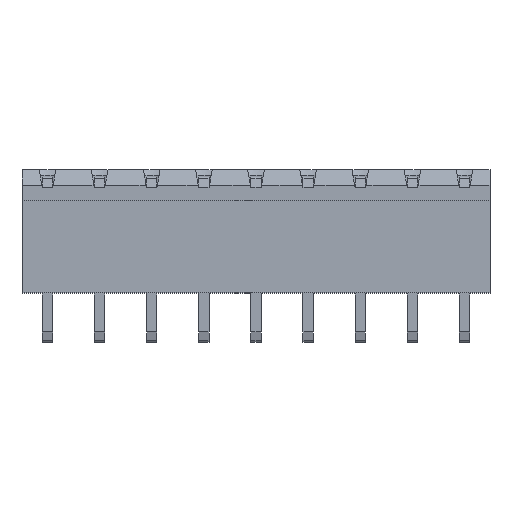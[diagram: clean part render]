
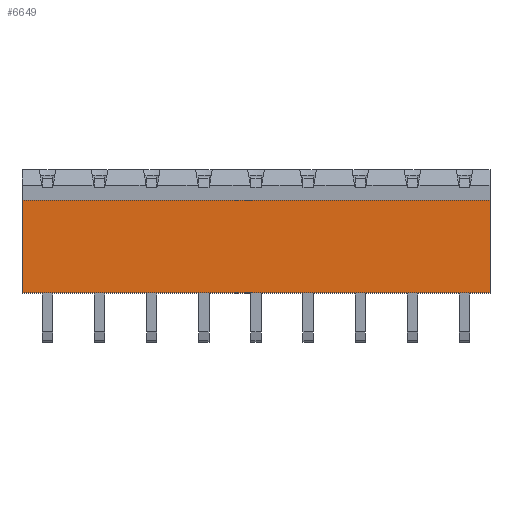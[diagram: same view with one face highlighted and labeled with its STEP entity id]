
A CAD part, top view. The second image highlights one B-rep face of the part: STEP entity #6649.
In plain terms, the highlighted planar face has unit normal (0, 0, 1).
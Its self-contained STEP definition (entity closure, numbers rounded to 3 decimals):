
#34 = ORIENTED_EDGE ( 'NONE', *, *, #11446, .F. ) ;
#61 = ORIENTED_EDGE ( 'NONE', *, *, #11740, .F. ) ;
#275 = LINE ( 'NONE', #11306, #11519 ) ;
#400 = ORIENTED_EDGE ( 'NONE', *, *, #12120, .T. ) ;
#1164 = VERTEX_POINT ( 'NONE', #8224 ) ;
#2341 = CARTESIAN_POINT ( 'NONE',  ( 45.61, 9.01, 0. ) ) ;
#2486 = DIRECTION ( 'NONE',  ( 0., -1., 0. ) ) ;
#3829 = CARTESIAN_POINT ( 'NONE',  ( 45.61, 9.01, 0. ) ) ;
#4355 = EDGE_LOOP ( 'NONE', ( #7926, #34, #61, #400 ) ) ;
#4757 = FACE_OUTER_BOUND ( 'NONE', #4355, .T. ) ;
#5012 = DIRECTION ( 'NONE',  ( -1., 0., 0. ) ) ;
#5089 = CARTESIAN_POINT ( 'NONE',  ( 45.61, 0., 0. ) ) ;
#5234 = VERTEX_POINT ( 'NONE', #3829 ) ;
#6576 = CARTESIAN_POINT ( 'NONE',  ( 0., 9.01, 0. ) ) ;
#6579 = DIRECTION ( 'NONE',  ( 0., -1., 0. ) ) ;
#6642 = VECTOR ( 'NONE', #2486, 1000. ) ;
#6649 = ADVANCED_FACE ( 'NONE', ( #4757 ), #12283, .F. ) ;
#7926 = ORIENTED_EDGE ( 'NONE', *, *, #11277, .T. ) ;
#8092 = CARTESIAN_POINT ( 'NONE',  ( 0., 0., 0. ) ) ;
#8224 = CARTESIAN_POINT ( 'NONE',  ( 0., 9.01, 0. ) ) ;
#8241 = VERTEX_POINT ( 'NONE', #14037 ) ;
#9369 = LINE ( 'NONE', #6576, #11881 ) ;
#9542 = VECTOR ( 'NONE', #5012, 1000. ) ;
#11024 = DIRECTION ( 'NONE',  ( -1., 0., 0. ) ) ;
#11277 = EDGE_CURVE ( 'NONE', #1164, #12816, #9369, .T. ) ;
#11306 = CARTESIAN_POINT ( 'NONE',  ( 45.61, 9.01, 0. ) ) ;
#11446 = EDGE_CURVE ( 'NONE', #8241, #12816, #12045, .T. ) ;
#11519 = VECTOR ( 'NONE', #11024, 1000. ) ;
#11740 = EDGE_CURVE ( 'NONE', #5234, #8241, #13699, .T. ) ;
#11881 = VECTOR ( 'NONE', #6579, 1000. ) ;
#12045 = LINE ( 'NONE', #5089, #9542 ) ;
#12120 = EDGE_CURVE ( 'NONE', #5234, #1164, #275, .T. ) ;
#12186 = DIRECTION ( 'NONE',  ( 0., 1., 0. ) ) ;
#12190 = DIRECTION ( 'NONE',  ( 0., 0., -1. ) ) ;
#12283 = PLANE ( 'NONE',  #13224 ) ;
#12313 = CARTESIAN_POINT ( 'NONE',  ( 45.61, 9.01, 0. ) ) ;
#12816 = VERTEX_POINT ( 'NONE', #8092 ) ;
#13224 = AXIS2_PLACEMENT_3D ( 'NONE', #12313, #12190, #12186 ) ;
#13699 = LINE ( 'NONE', #2341, #6642 ) ;
#14037 = CARTESIAN_POINT ( 'NONE',  ( 45.61, 0., 0. ) ) ;
